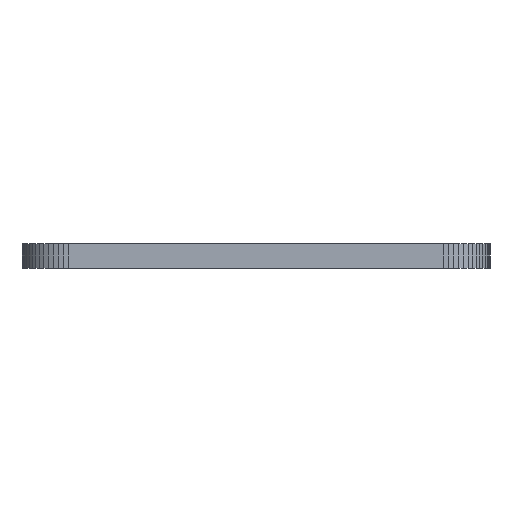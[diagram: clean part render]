
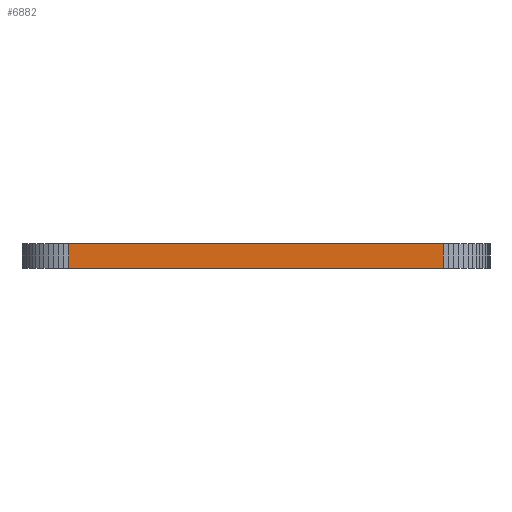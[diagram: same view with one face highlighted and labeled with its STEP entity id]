
A CAD part, left-side view. The second image highlights one B-rep face of the part: STEP entity #6882.
In plain terms, the highlighted planar face has unit normal (-1, 0, 0).
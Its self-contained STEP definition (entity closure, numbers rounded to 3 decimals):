
#90 = PLANE('',#91);
#91 = AXIS2_PLACEMENT_3D('',#92,#93,#94);
#92 = CARTESIAN_POINT('',(45.,-39.5,1.6));
#93 = DIRECTION('',(-0.,-0.,-1.));
#94 = DIRECTION('',(-1.,0.,0.));
#144 = PLANE('',#145);
#145 = AXIS2_PLACEMENT_3D('',#146,#147,#148);
#146 = CARTESIAN_POINT('',(45.,-39.5,0.));
#147 = DIRECTION('',(-0.,-0.,-1.));
#148 = DIRECTION('',(-1.,0.,0.));
#1429 = VERTEX_POINT('',#1430);
#1430 = CARTESIAN_POINT('',(12.5,-51.5,0.));
#1444 = PLANE('',#1445);
#1445 = AXIS2_PLACEMENT_3D('',#1446,#1447,#1448);
#1446 = CARTESIAN_POINT('',(12.519,-51.836,0.));
#1447 = DIRECTION('',(-0.998,-0.056,0.));
#1448 = DIRECTION('',(-0.056,0.998,0.));
#1456 = EDGE_CURVE('',#1429,#1457,#1459,.T.);
#1457 = VERTEX_POINT('',#1458);
#1458 = CARTESIAN_POINT('',(12.5,-27.5,0.));
#1459 = SURFACE_CURVE('',#1460,(#1464,#1471),.PCURVE_S1.);
#1460 = LINE('',#1461,#1462);
#1461 = CARTESIAN_POINT('',(12.5,-51.5,0.));
#1462 = VECTOR('',#1463,1.);
#1463 = DIRECTION('',(0.,1.,0.));
#1464 = PCURVE('',#144,#1465);
#1465 = DEFINITIONAL_REPRESENTATION('',(#1466),#1470);
#1466 = LINE('',#1467,#1468);
#1467 = CARTESIAN_POINT('',(32.5,-12.));
#1468 = VECTOR('',#1469,1.);
#1469 = DIRECTION('',(0.,1.));
#1470 = ( GEOMETRIC_REPRESENTATION_CONTEXT(2) 
PARAMETRIC_REPRESENTATION_CONTEXT() REPRESENTATION_CONTEXT('2D SPACE',''
  ) );
#1471 = PCURVE('',#1472,#1477);
#1472 = PLANE('',#1473);
#1473 = AXIS2_PLACEMENT_3D('',#1474,#1475,#1476);
#1474 = CARTESIAN_POINT('',(12.5,-51.5,0.));
#1475 = DIRECTION('',(-1.,0.,0.));
#1476 = DIRECTION('',(0.,1.,0.));
#1477 = DEFINITIONAL_REPRESENTATION('',(#1478),#1482);
#1478 = LINE('',#1479,#1480);
#1479 = CARTESIAN_POINT('',(0.,0.));
#1480 = VECTOR('',#1481,1.);
#1481 = DIRECTION('',(1.,0.));
#1482 = ( GEOMETRIC_REPRESENTATION_CONTEXT(2) 
PARAMETRIC_REPRESENTATION_CONTEXT() REPRESENTATION_CONTEXT('2D SPACE',''
  ) );
#1500 = PLANE('',#1501);
#1501 = AXIS2_PLACEMENT_3D('',#1502,#1503,#1504);
#1502 = CARTESIAN_POINT('',(12.5,-27.5,0.));
#1503 = DIRECTION('',(-0.998,0.056,0.));
#1504 = DIRECTION('',(0.056,0.998,0.));
#4364 = VERTEX_POINT('',#4365);
#4365 = CARTESIAN_POINT('',(12.5,-51.5,1.6));
#4386 = EDGE_CURVE('',#4364,#4387,#4389,.T.);
#4387 = VERTEX_POINT('',#4388);
#4388 = CARTESIAN_POINT('',(12.5,-27.5,1.6));
#4389 = SURFACE_CURVE('',#4390,(#4394,#4401),.PCURVE_S1.);
#4390 = LINE('',#4391,#4392);
#4391 = CARTESIAN_POINT('',(12.5,-51.5,1.6));
#4392 = VECTOR('',#4393,1.);
#4393 = DIRECTION('',(0.,1.,0.));
#4394 = PCURVE('',#90,#4395);
#4395 = DEFINITIONAL_REPRESENTATION('',(#4396),#4400);
#4396 = LINE('',#4397,#4398);
#4397 = CARTESIAN_POINT('',(32.5,-12.));
#4398 = VECTOR('',#4399,1.);
#4399 = DIRECTION('',(0.,1.));
#4400 = ( GEOMETRIC_REPRESENTATION_CONTEXT(2) 
PARAMETRIC_REPRESENTATION_CONTEXT() REPRESENTATION_CONTEXT('2D SPACE',''
  ) );
#4401 = PCURVE('',#1472,#4402);
#4402 = DEFINITIONAL_REPRESENTATION('',(#4403),#4407);
#4403 = LINE('',#4404,#4405);
#4404 = CARTESIAN_POINT('',(0.,-1.6));
#4405 = VECTOR('',#4406,1.);
#4406 = DIRECTION('',(1.,0.));
#4407 = ( GEOMETRIC_REPRESENTATION_CONTEXT(2) 
PARAMETRIC_REPRESENTATION_CONTEXT() REPRESENTATION_CONTEXT('2D SPACE',''
  ) );
#6832 = EDGE_CURVE('',#1457,#4387,#6833,.T.);
#6833 = SURFACE_CURVE('',#6834,(#6838,#6845),.PCURVE_S1.);
#6834 = LINE('',#6835,#6836);
#6835 = CARTESIAN_POINT('',(12.5,-27.5,0.));
#6836 = VECTOR('',#6837,1.);
#6837 = DIRECTION('',(0.,0.,1.));
#6838 = PCURVE('',#1500,#6839);
#6839 = DEFINITIONAL_REPRESENTATION('',(#6840),#6844);
#6840 = LINE('',#6841,#6842);
#6841 = CARTESIAN_POINT('',(0.,0.));
#6842 = VECTOR('',#6843,1.);
#6843 = DIRECTION('',(0.,-1.));
#6844 = ( GEOMETRIC_REPRESENTATION_CONTEXT(2) 
PARAMETRIC_REPRESENTATION_CONTEXT() REPRESENTATION_CONTEXT('2D SPACE',''
  ) );
#6845 = PCURVE('',#1472,#6846);
#6846 = DEFINITIONAL_REPRESENTATION('',(#6847),#6851);
#6847 = LINE('',#6848,#6849);
#6848 = CARTESIAN_POINT('',(24.,0.));
#6849 = VECTOR('',#6850,1.);
#6850 = DIRECTION('',(0.,-1.));
#6851 = ( GEOMETRIC_REPRESENTATION_CONTEXT(2) 
PARAMETRIC_REPRESENTATION_CONTEXT() REPRESENTATION_CONTEXT('2D SPACE',''
  ) );
#6882 = ADVANCED_FACE('',(#6883),#1472,.T.);
#6883 = FACE_BOUND('',#6884,.T.);
#6884 = EDGE_LOOP('',(#6885,#6906,#6907,#6908));
#6885 = ORIENTED_EDGE('',*,*,#6886,.T.);
#6886 = EDGE_CURVE('',#1429,#4364,#6887,.T.);
#6887 = SURFACE_CURVE('',#6888,(#6892,#6899),.PCURVE_S1.);
#6888 = LINE('',#6889,#6890);
#6889 = CARTESIAN_POINT('',(12.5,-51.5,0.));
#6890 = VECTOR('',#6891,1.);
#6891 = DIRECTION('',(0.,0.,1.));
#6892 = PCURVE('',#1472,#6893);
#6893 = DEFINITIONAL_REPRESENTATION('',(#6894),#6898);
#6894 = LINE('',#6895,#6896);
#6895 = CARTESIAN_POINT('',(0.,0.));
#6896 = VECTOR('',#6897,1.);
#6897 = DIRECTION('',(0.,-1.));
#6898 = ( GEOMETRIC_REPRESENTATION_CONTEXT(2) 
PARAMETRIC_REPRESENTATION_CONTEXT() REPRESENTATION_CONTEXT('2D SPACE',''
  ) );
#6899 = PCURVE('',#1444,#6900);
#6900 = DEFINITIONAL_REPRESENTATION('',(#6901),#6905);
#6901 = LINE('',#6902,#6903);
#6902 = CARTESIAN_POINT('',(0.336,0.));
#6903 = VECTOR('',#6904,1.);
#6904 = DIRECTION('',(0.,-1.));
#6905 = ( GEOMETRIC_REPRESENTATION_CONTEXT(2) 
PARAMETRIC_REPRESENTATION_CONTEXT() REPRESENTATION_CONTEXT('2D SPACE',''
  ) );
#6906 = ORIENTED_EDGE('',*,*,#4386,.T.);
#6907 = ORIENTED_EDGE('',*,*,#6832,.F.);
#6908 = ORIENTED_EDGE('',*,*,#1456,.F.);
